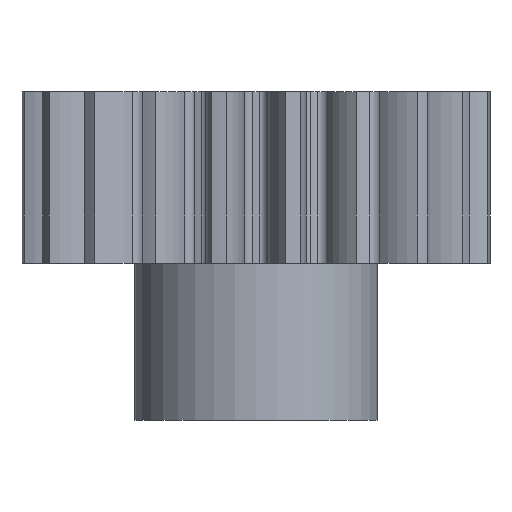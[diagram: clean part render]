
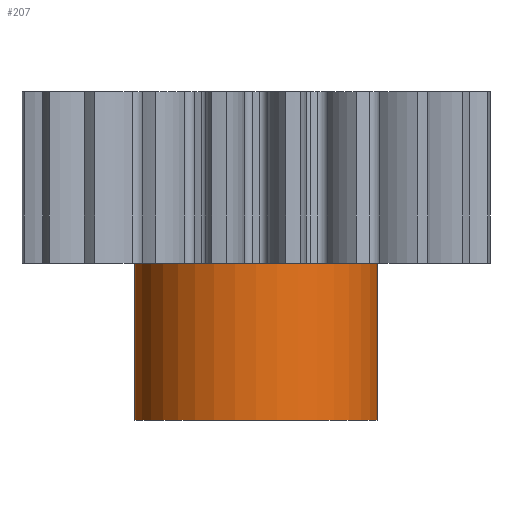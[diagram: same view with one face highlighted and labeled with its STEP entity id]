
A CAD part, front view. The second image highlights one B-rep face of the part: STEP entity #207.
In plain terms, the highlighted cylindrical face has radius 8.5 mm (diameter 17 mm), a partial arc.
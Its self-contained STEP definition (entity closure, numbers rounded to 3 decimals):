
#203 = EDGE_LOOP ( 'NONE', ( #204, #457, #210, #209 ) ) ;
#204 = ORIENTED_EDGE ( 'NONE', *, *, #303, .F. ) ;
#207 = ADVANCED_FACE ( 'NONE', ( #4368 ), #4184, .T. ) ;
#208 = EDGE_CURVE ( 'NONE', #378, #377, #4186, .T. ) ;
#209 = ORIENTED_EDGE ( 'NONE', *, *, #1666, .F. ) ;
#210 = ORIENTED_EDGE ( 'NONE', *, *, #362, .T. ) ;
#301 = VERTEX_POINT ( 'NONE', #4642 ) ;
#303 = EDGE_CURVE ( 'NONE', #378, #316, #4635, .T. ) ;
#316 = VERTEX_POINT ( 'NONE', #4550 ) ;
#362 = EDGE_CURVE ( 'NONE', #377, #301, #4435, .T. ) ;
#377 = VERTEX_POINT ( 'NONE', #4473 ) ;
#378 = VERTEX_POINT ( 'NONE', #4472 ) ;
#457 = ORIENTED_EDGE ( 'NONE', *, *, #208, .T. ) ;
#1143 = CARTESIAN_POINT ( 'NONE',  ( 0., 0., 0. ) ) ;
#1164 = CIRCLE ( 'NONE', #1207, 8.5 ) ;
#1205 = DIRECTION ( 'NONE',  ( 1., 0., 0. ) ) ;
#1206 = DIRECTION ( 'NONE',  ( 0., 0., 1. ) ) ;
#1207 = AXIS2_PLACEMENT_3D ( 'NONE', #1143, #1206, #1205 ) ;
#1666 = EDGE_CURVE ( 'NONE', #316, #301, #1164, .T. ) ;
#4184 = CYLINDRICAL_SURFACE ( 'NONE', #4187, 8.5 ) ;
#4186 = CIRCLE ( 'NONE', #4241, 8.5 ) ;
#4187 = AXIS2_PLACEMENT_3D ( 'NONE', #4197, #4196, #4191 ) ;
#4191 = DIRECTION ( 'NONE',  ( 1., 0., 0. ) ) ;
#4195 = DIRECTION ( 'NONE',  ( 0., 0., 1. ) ) ;
#4196 = DIRECTION ( 'NONE',  ( 0., 0., 1. ) ) ;
#4197 = CARTESIAN_POINT ( 'NONE',  ( 0., 0., -11. ) ) ;
#4240 = DIRECTION ( 'NONE',  ( 1., 0., 0. ) ) ;
#4241 = AXIS2_PLACEMENT_3D ( 'NONE', #4245, #4195, #4240 ) ;
#4245 = CARTESIAN_POINT ( 'NONE',  ( 0., 0., -11. ) ) ;
#4368 = FACE_OUTER_BOUND ( 'NONE', #203, .T. ) ;
#4432 = DIRECTION ( 'NONE',  ( 0., 0., 1. ) ) ;
#4433 = VECTOR ( 'NONE', #4432, 1000. ) ;
#4434 = CARTESIAN_POINT ( 'NONE',  ( 8.5, 0., -11. ) ) ;
#4435 = LINE ( 'NONE', #4434, #4433 ) ;
#4472 = CARTESIAN_POINT ( 'NONE',  ( -8.5, 0., -11. ) ) ;
#4473 = CARTESIAN_POINT ( 'NONE',  ( 8.5, 0., -11. ) ) ;
#4550 = CARTESIAN_POINT ( 'NONE',  ( -8.5, 0., 0. ) ) ;
#4628 = DIRECTION ( 'NONE',  ( 0., 0., 1. ) ) ;
#4629 = VECTOR ( 'NONE', #4628, 1000. ) ;
#4630 = CARTESIAN_POINT ( 'NONE',  ( -8.5, 0., -11. ) ) ;
#4635 = LINE ( 'NONE', #4630, #4629 ) ;
#4642 = CARTESIAN_POINT ( 'NONE',  ( 8.5, 0., 0. ) ) ;
